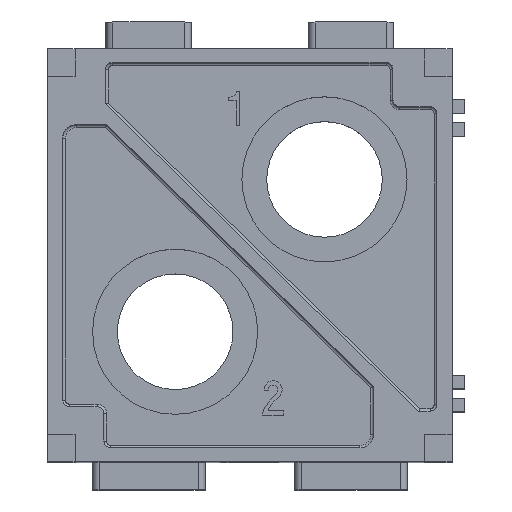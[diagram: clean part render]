
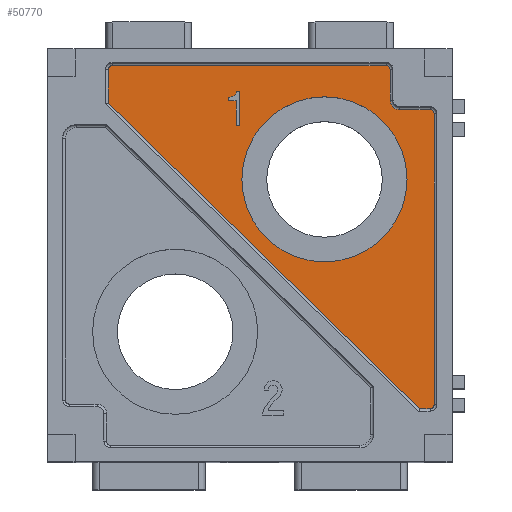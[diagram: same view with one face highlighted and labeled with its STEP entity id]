
A CAD part, top view. The second image highlights one B-rep face of the part: STEP entity #50770.
In plain terms, the highlighted face is planar.
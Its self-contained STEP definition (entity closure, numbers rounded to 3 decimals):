
#17380=CARTESIAN_POINT('',(30.448,43.057,-6.4));
#17390=VERTEX_POINT('',#17380);
#17550=CARTESIAN_POINT('',(28.248,43.057,-6.4));
#17560=VERTEX_POINT('',#17550);
#17590=CARTESIAN_POINT('',(40.644,43.057,-6.4)
);
#17600=DIRECTION('',(-1.,0.,0.));
#17610=VECTOR('',#17600,1.);
#17620=LINE('',#17590,#17610);
#17630=EDGE_CURVE('',#17390,#17560,#17620,.T.);
#17850=CARTESIAN_POINT('',(28.994,43.057,-28.126)
);
#17860=VERTEX_POINT('',#17850);
#18040=CARTESIAN_POINT('',(51.648,43.057,-5.926));
#18050=VERTEX_POINT('',#18040);
#18080=CARTESIAN_POINT('',(40.644,43.057,-16.71)
);
#18090=DIRECTION('',(0.714,0.,
0.7));
#18100=VECTOR('',#18090,1.);
#18110=LINE('',#18080,#18100);
#18120=EDGE_CURVE('',#17860,#18050,#18110,.T.);
#19560=CARTESIAN_POINT('',(31.148,43.057,-3.5));
#19570=VERTEX_POINT('',#19560);
#19730=CARTESIAN_POINT('',(31.148,43.057,-5.7));
#19740=VERTEX_POINT('',#19730);
#19770=CARTESIAN_POINT('',(31.148,43.057,-0.438));
#19780=DIRECTION('',(0.,0.,-1.));
#19790=VECTOR('',#19780,1.);
#19800=LINE('',#19770,#19790);
#19810=EDGE_CURVE('',#19570,#19740,#19800,.T.);
#20050=CARTESIAN_POINT('',(27.948,43.057,-6.7));
#20060=VERTEX_POINT('',#20050);
#20220=CARTESIAN_POINT('',(27.948,43.057,-27.826));
#20230=VERTEX_POINT('',#20220);
#20260=CARTESIAN_POINT('',(27.948,43.057,-0.438));
#20270=DIRECTION('',(0.,0.,1.));
#20280=VECTOR('',#20270,1.);
#20290=LINE('',#20260,#20280);
#20300=EDGE_CURVE('',#20230,#20060,#20290,.T.);
#22820=CARTESIAN_POINT('',(28.248,43.057,-6.7));
#22830=DIRECTION('',(0.,-1.,0.));
#22840=DIRECTION('',(1.,0.,0.));
#22850=AXIS2_PLACEMENT_3D('',#22820,#22830,#22840);
#22860=CIRCLE('',#22850,0.3);
#22870=EDGE_CURVE('',#17560,#20060,#22860,.T.);
#33330=CARTESIAN_POINT('',(31.448,43.057,-3.2));
#33340=VERTEX_POINT('',#33330);
#33390=CARTESIAN_POINT('',(31.448,43.057,-3.5));
#33400=DIRECTION('',(0.,1.,0.));
#33410=DIRECTION('',(-1.,-0.,0.));
#33420=AXIS2_PLACEMENT_3D('',#33390,#33400,#33410);
#33430=CIRCLE('',#33420,0.3);
#33440=EDGE_CURVE('',#19570,#33340,#33430,.T.);
#33980=CARTESIAN_POINT('',(51.648,43.057,-3.5));
#33990=VERTEX_POINT('',#33980);
#34020=CARTESIAN_POINT('',(51.648,43.057,-0.438));
#34030=DIRECTION('',(0.,0.,1.));
#34040=VECTOR('',#34030,1.);
#34050=LINE('',#34020,#34040);
#34060=EDGE_CURVE('',#18050,#33990,#34050,.T.);
#34670=CARTESIAN_POINT('',(30.448,43.057,-5.7));
#34680=DIRECTION('',(0.,-1.,0.));
#34690=DIRECTION('',(1.,0.,0.));
#34700=AXIS2_PLACEMENT_3D('',#34670,#34680,#34690);
#34710=CIRCLE('',#34700,0.7);
#34720=EDGE_CURVE('',#17390,#19740,#34710,.T.);
#42000=CARTESIAN_POINT('',(28.248,43.057,-28.126));
#42010=VERTEX_POINT('',#42000);
#42040=CARTESIAN_POINT('',(28.248,43.057,-27.826));
#42050=DIRECTION('',(0.,1.,0.));
#42060=DIRECTION('',(-1.,-0.,0.));
#42070=AXIS2_PLACEMENT_3D('',#42040,#42050,#42060);
#42080=CIRCLE('',#42070,0.3);
#42090=EDGE_CURVE('',#42010,#20230,#42080,.T.);
#43540=CARTESIAN_POINT('',(51.348,43.057,-3.2));
#43550=VERTEX_POINT('',#43540);
#43580=CARTESIAN_POINT('',(51.348,43.057,-3.5));
#43590=DIRECTION('',(0.,-1.,0.));
#43600=DIRECTION('',(1.,0.,0.));
#43610=AXIS2_PLACEMENT_3D('',#43580,#43590,#43600);
#43620=CIRCLE('',#43610,0.3);
#43630=EDGE_CURVE('',#33990,#43550,#43620,.T.);
#44160=CARTESIAN_POINT('',(40.644,43.057,-28.126)
);
#44170=DIRECTION('',(1.,0.,0.));
#44180=VECTOR('',#44170,1.);
#44190=LINE('',#44160,#44180);
#44200=EDGE_CURVE('',#42010,#17860,#44190,.T.);
#45000=CARTESIAN_POINT('',(40.644,43.057,-3.2)
);
#45010=DIRECTION('',(1.,0.,0.));
#45020=VECTOR('',#45010,1.);
#45030=LINE('',#45000,#45020);
#45040=EDGE_CURVE('',#33340,#43550,#45030,.T.);
#49370=CARTESIAN_POINT('',(43.173,43.057,-9.583)
);
#49380=DIRECTION('',(0.,1.,0.));
#49390=DIRECTION('',(-1.,-0.,0.));
#49400=AXIS2_PLACEMENT_3D('',#49370,#49380,#49390);
#49410=PLANE('',#49400);
#49420=ORIENTED_EDGE('',*,*,#20300,.T.);
#49430=ORIENTED_EDGE('',*,*,#42090,.T.);
#49440=ORIENTED_EDGE('',*,*,#44200,.F.);
#49450=ORIENTED_EDGE('',*,*,#18120,.F.);
#49460=ORIENTED_EDGE('',*,*,#34060,.F.);
#49470=ORIENTED_EDGE('',*,*,#43630,.F.);
#49480=ORIENTED_EDGE('',*,*,#45040,.T.);
#49490=ORIENTED_EDGE('',*,*,#33440,.T.);
#49500=ORIENTED_EDGE('',*,*,#19810,.F.);
#49510=ORIENTED_EDGE('',*,*,#34720,.T.);
#49520=ORIENTED_EDGE('',*,*,#17630,.F.);
#49530=ORIENTED_EDGE('',*,*,#22870,.F.);
#49540=EDGE_LOOP('',(#49530,#49520,#49510,#49500,#49490,#49480,#49470,
#49460,#49450,#49440,#49430,#49420));
#49550=FACE_OUTER_BOUND('',#49540,.T.);
#49560=CARTESIAN_POINT('',(35.922,43.057,-11.464));
#49570=DIRECTION('',(0.,1.,0.));
#49580=DIRECTION('',(-1.,-0.,0.));
#49590=AXIS2_PLACEMENT_3D('',#49560,#49570,#49580);
#49600=CIRCLE('',#49590,6.);
#49610=CARTESIAN_POINT('',(29.922,43.057,-11.464));
#49620=VERTEX_POINT('',#49610);
#49630=CARTESIAN_POINT('',(41.922,43.057,-11.464));
#49640=VERTEX_POINT('',#49630);
#49650=EDGE_CURVE('',#49620,#49640,#49600,.T.);
#49660=ORIENTED_EDGE('',*,*,#49650,.F.);
#49670=EDGE_CURVE('',#49640,#49620,#49600,.T.);
#49680=ORIENTED_EDGE('',*,*,#49670,.F.);
#49690=EDGE_LOOP('',(#49680,#49660));
#49700=FACE_BOUND('',#49690,.T.);
#49710=CARTESIAN_POINT('',(40.644,43.057,-5.743)
);
#49720=DIRECTION('',(1.,0.,0.));
#49730=VECTOR('',#49720,1.);
#49740=LINE('',#49710,#49730);
#49750=CARTESIAN_POINT('',(42.344,43.057,-5.743));
#49760=VERTEX_POINT('',#49750);
#49770=CARTESIAN_POINT('',(42.879,43.057,-5.743));
#49780=VERTEX_POINT('',#49770);
#49790=EDGE_CURVE('',#49760,#49780,#49740,.T.);
#49800=ORIENTED_EDGE('',*,*,#49790,.T.);
#49810=CARTESIAN_POINT('',(42.344,43.057,-0.438));
#49820=DIRECTION('',(0.,0.,1.));
#49830=VECTOR('',#49820,1.);
#49840=LINE('',#49810,#49830);
#49850=CARTESIAN_POINT('',(42.344,43.057,-7.555));
#49860=VERTEX_POINT('',#49850);
#49870=EDGE_CURVE('',#49860,#49760,#49840,.T.);
#49880=ORIENTED_EDGE('',*,*,#49870,.T.);
#49890=CARTESIAN_POINT('',(40.644,43.057,-7.555)
);
#49900=DIRECTION('',(1.,0.,0.));
#49910=VECTOR('',#49900,1.);
#49920=LINE('',#49890,#49910);
#49930=CARTESIAN_POINT('',(42.063,43.057,-7.555));
#49940=VERTEX_POINT('',#49930);
#49950=EDGE_CURVE('',#49940,#49860,#49920,.T.);
#49960=ORIENTED_EDGE('',*,*,#49950,.T.);
#49970=CARTESIAN_POINT('',(42.063,43.057,-0.438));
#49980=DIRECTION('',(0.,0.,-1.));
#49990=VECTOR('',#49980,1.);
#50000=LINE('',#49970,#49990);
#50010=CARTESIAN_POINT('',(42.063,43.057,-5.055));
#50020=VERTEX_POINT('',#50010);
#50030=EDGE_CURVE('',#50020,#49940,#50000,.T.);
#50040=ORIENTED_EDGE('',*,*,#50030,.T.);
#50050=CARTESIAN_POINT('',(40.644,43.057,-5.055)
);
#50060=DIRECTION('',(-1.,0.,0.));
#50070=VECTOR('',#50060,1.);
#50080=LINE('',#50050,#50070);
#50090=CARTESIAN_POINT('',(42.288,43.057,-5.055));
#50100=VERTEX_POINT('',#50090);
#50110=EDGE_CURVE('',#50100,#50020,#50080,.T.);
#50120=ORIENTED_EDGE('',*,*,#50110,.T.);
#50130=CARTESIAN_POINT('',(40.903,43.057,-0.438
));
#50140=DIRECTION('',(-0.287,0.,
0.958));
#50150=VECTOR('',#50140,1.);
#50160=LINE('',#50130,#50150);
#50170=CARTESIAN_POINT('',(42.316,43.057,-5.149));
#50180=VERTEX_POINT('',#50170);
#50190=EDGE_CURVE('',#50180,#50100,#50160,.T.);
#50200=ORIENTED_EDGE('',*,*,#50190,.T.);
#50210=CARTESIAN_POINT('',(39.137,43.057,-0.438
));
#50220=DIRECTION('',(-0.559,0.,
0.829));
#50230=VECTOR('',#50220,1.);
#50240=LINE('',#50210,#50230);
#50250=CARTESIAN_POINT('',(42.401,43.057,-5.274));
#50260=VERTEX_POINT('',#50250);
#50270=EDGE_CURVE('',#50260,#50180,#50240,.T.);
#50280=ORIENTED_EDGE('',*,*,#50270,.T.);
#50290=CARTESIAN_POINT('',(38.049,43.057,-0.438
));
#50300=DIRECTION('',(-0.669,0.,
0.743));
#50310=VECTOR('',#50300,1.);
#50320=LINE('',#50290,#50310);
#50330=CARTESIAN_POINT('',(42.485,43.057,-5.368));
#50340=VERTEX_POINT('',#50330);
#50350=EDGE_CURVE('',#50340,#50260,#50320,.T.);
#50360=ORIENTED_EDGE('',*,*,#50350,.T.);
#50370=CARTESIAN_POINT('',(40.644,43.057,-4.345)
);
#50380=DIRECTION('',(-0.874,0.,
0.486));
#50390=VECTOR('',#50380,1.);
#50400=LINE('',#50370,#50390);
#50410=CARTESIAN_POINT('',(42.598,43.057,-5.43));
#50420=VERTEX_POINT('',#50410);
#50430=EDGE_CURVE('',#50420,#50340,#50400,.T.);
#50440=ORIENTED_EDGE('',*,*,#50430,.T.);
#50450=CARTESIAN_POINT('',(40.644,43.057,-4.707)
);
#50460=DIRECTION('',(-0.938,0.,
0.347));
#50470=VECTOR('',#50460,1.);
#50480=LINE('',#50450,#50470);
#50490=CARTESIAN_POINT('',(42.682,43.057,-5.461));
#50500=VERTEX_POINT('',#50490);
#50510=EDGE_CURVE('',#50500,#50420,#50480,.T.);
#50520=ORIENTED_EDGE('',*,*,#50510,.T.);
#50530=CARTESIAN_POINT('',(40.644,43.057,-5.008)
);
#50540=DIRECTION('',(-0.976,0.,
0.217));
#50550=VECTOR('',#50540,1.);
#50560=LINE('',#50530,#50550);
#50570=CARTESIAN_POINT('',(42.823,43.057,-5.493));
#50580=VERTEX_POINT('',#50570);
#50590=EDGE_CURVE('',#50580,#50500,#50560,.T.);
#50600=ORIENTED_EDGE('',*,*,#50590,.T.);
#50610=CARTESIAN_POINT('',(40.644,43.057,-5.493)
);
#50620=DIRECTION('',(-1.,0.,0.));
#50630=VECTOR('',#50620,1.);
#50640=LINE('',#50610,#50630);
#50650=CARTESIAN_POINT('',(42.879,43.057,-5.493));
#50660=VERTEX_POINT('',#50650);
#50670=EDGE_CURVE('',#50660,#50580,#50640,.T.);
#50680=ORIENTED_EDGE('',*,*,#50670,.T.);
#50690=CARTESIAN_POINT('',(42.879,43.057,-0.438));
#50700=DIRECTION('',(0.,0.,1.));
#50710=VECTOR('',#50700,1.);
#50720=LINE('',#50690,#50710);
#50730=EDGE_CURVE('',#49780,#50660,#50720,.T.);
#50740=ORIENTED_EDGE('',*,*,#50730,.T.);
#50750=EDGE_LOOP('',(#50740,#50680,#50600,#50520,#50440,#50360,#50280,
#50200,#50120,#50040,#49960,#49880,#49800));
#50760=FACE_BOUND('',#50750,.T.);
#50770=ADVANCED_FACE('',(#49550,#49700,#50760),#49410,.T.);
